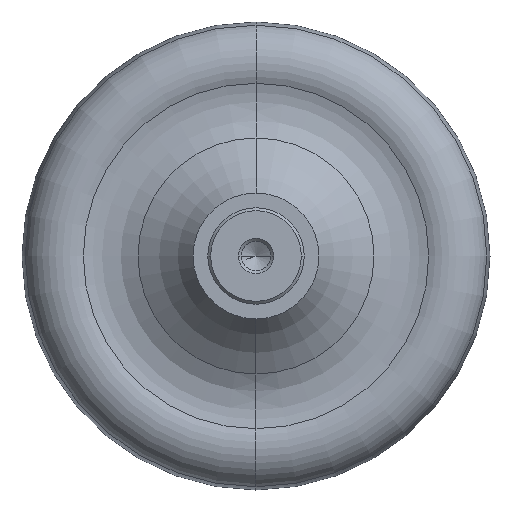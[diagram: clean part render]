
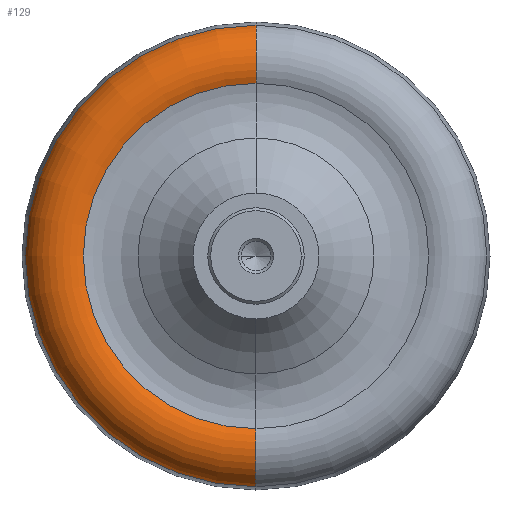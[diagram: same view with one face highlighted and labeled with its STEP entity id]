
A CAD part, left-side view. The second image highlights one B-rep face of the part: STEP entity #129.
In plain terms, the highlighted toroidal (fillet/blend) face has major radius 65.5 mm and minor radius 14 mm.
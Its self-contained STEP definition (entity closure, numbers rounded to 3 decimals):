
#129 = ADVANCED_FACE( '', ( #205 ), #206, .T. );
#205 = FACE_OUTER_BOUND( '', #348, .T. );
#206 = TOROIDAL_SURFACE( '', #349, 65.5, 14. );
#348 = EDGE_LOOP( '', ( #522, #523, #524, #525, #526, #527 ) );
#349 = AXIS2_PLACEMENT_3D( '', #528, #529, #530 );
#522 = ORIENTED_EDGE( '', *, *, #1031, .F. );
#523 = ORIENTED_EDGE( '', *, *, #1032, .T. );
#524 = ORIENTED_EDGE( '', *, *, #1033, .T. );
#525 = ORIENTED_EDGE( '', *, *, #1034, .F. );
#526 = ORIENTED_EDGE( '', *, *, #1035, .F. );
#527 = ORIENTED_EDGE( '', *, *, #1036, .F. );
#528 = CARTESIAN_POINT( '', ( 40.5, 0., 0. ) );
#529 = DIRECTION( '', ( -1., 0., 0. ) );
#530 = DIRECTION( '', ( 0., 0., 1. ) );
#1031 = EDGE_CURVE( '', #1210, #1207, #1211, .T. );
#1032 = EDGE_CURVE( '', #1210, #1212, #1213, .T. );
#1033 = EDGE_CURVE( '', #1212, #1214, #1215, .T. );
#1034 = EDGE_CURVE( '', #1205, #1214, #1216, .T. );
#1035 = EDGE_CURVE( '', #1217, #1205, #1218, .T. );
#1036 = EDGE_CURVE( '', #1207, #1217, #1219, .T. );
#1205 = VERTEX_POINT( '', #1473 );
#1207 = VERTEX_POINT( '', #1475 );
#1210 = VERTEX_POINT( '', #1478 );
#1211 = CIRCLE( '', #1479, 14. );
#1212 = VERTEX_POINT( '', #1480 );
#1213 = CIRCLE( '', #1481, 78.872 );
#1214 = VERTEX_POINT( '', #1482 );
#1215 = CIRCLE( '', #1483, 78.872 );
#1216 = CIRCLE( '', #1484, 14. );
#1217 = VERTEX_POINT( '', #1485 );
#1218 = CIRCLE( '', #1486, 59.043 );
#1219 = CIRCLE( '', #1487, 59.043 );
#1473 = CARTESIAN_POINT( '', ( 28.078, 0., -59.043 ) );
#1475 = CARTESIAN_POINT( '', ( 28.078, 0., 59.043 ) );
#1478 = CARTESIAN_POINT( '', ( 36.353, 0., 78.872 ) );
#1479 = AXIS2_PLACEMENT_3D( '', #2230, #2231, #2232 );
#1480 = CARTESIAN_POINT( '', ( 36.353, 78.872, 0. ) );
#1481 = AXIS2_PLACEMENT_3D( '', #2233, #2234, #2235 );
#1482 = CARTESIAN_POINT( '', ( 36.353, 0., -78.872 ) );
#1483 = AXIS2_PLACEMENT_3D( '', #2236, #2237, #2238 );
#1484 = AXIS2_PLACEMENT_3D( '', #2239, #2240, #2241 );
#1485 = CARTESIAN_POINT( '', ( 28.078, 59.043, 0. ) );
#1486 = AXIS2_PLACEMENT_3D( '', #2242, #2243, #2244 );
#1487 = AXIS2_PLACEMENT_3D( '', #2245, #2246, #2247 );
#2230 = CARTESIAN_POINT( '', ( 40.5, 0., 65.5 ) );
#2231 = DIRECTION( '', ( 0., -1., 0. ) );
#2232 = DIRECTION( '', ( 0., 0., 1. ) );
#2233 = CARTESIAN_POINT( '', ( 36.353, 0., 0. ) );
#2234 = DIRECTION( '', ( -1., 0., 0. ) );
#2235 = DIRECTION( '', ( 0., 1., 0. ) );
#2236 = CARTESIAN_POINT( '', ( 36.353, 0., 0. ) );
#2237 = DIRECTION( '', ( -1., 0., 0. ) );
#2238 = DIRECTION( '', ( 0., 1., 0. ) );
#2239 = CARTESIAN_POINT( '', ( 40.5, 0., -65.5 ) );
#2240 = DIRECTION( '', ( 0., -1., 0. ) );
#2241 = DIRECTION( '', ( 0., 0., -1. ) );
#2242 = CARTESIAN_POINT( '', ( 28.078, 0., 0. ) );
#2243 = DIRECTION( '', ( -1., 0., 0. ) );
#2244 = DIRECTION( '', ( 0., 1., 0. ) );
#2245 = CARTESIAN_POINT( '', ( 28.078, 0., 0. ) );
#2246 = DIRECTION( '', ( -1., 0., 0. ) );
#2247 = DIRECTION( '', ( 0., 1., 0. ) );
